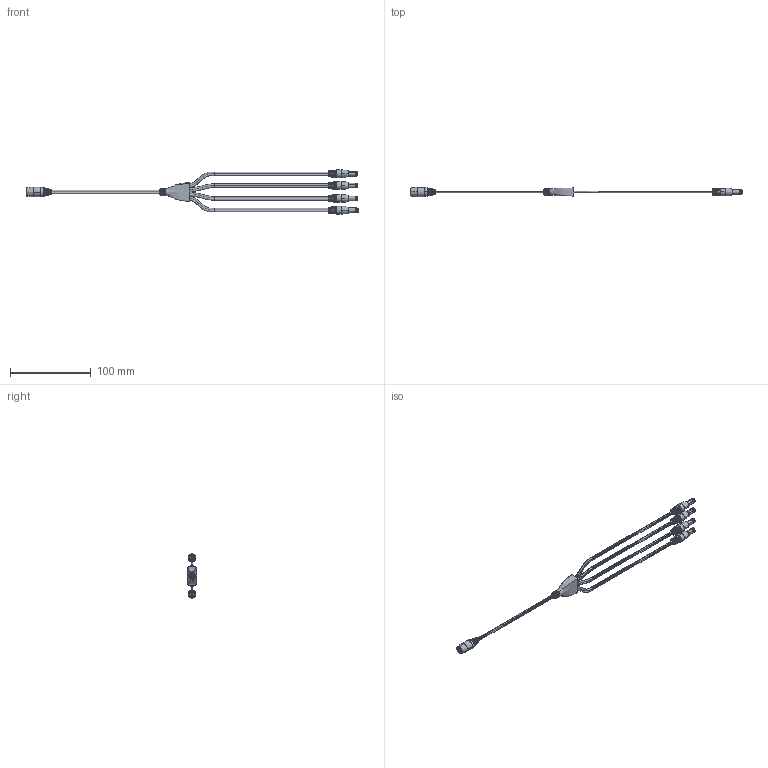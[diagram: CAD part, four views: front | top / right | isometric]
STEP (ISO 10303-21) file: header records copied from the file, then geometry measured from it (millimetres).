
FILE_DESCRIPTION (( 'STEP AP203' ), '1' );
FILE_NAME ('10-02739_revA.STEP', '2018-04-17T17:08:16', ( '' ), ( '' ), 'SwSTEP 2.0', 'SolidWorks 2015', '' );
FILE_SCHEMA (( 'CONFIG_CONTROL_DESIGN' ));
Length unit declared in the file: millimetre
Products named in the file (14): 24-00003; 24-00004; 50-00024 shell; 50-00025; 24-00219_30-00007; 50-00024; 50-00025 shell; 50-00024 insulator; 50-00024 contact; 50-00025 contact; 10-02739_revA; 50-00025 insulator; 50-00025 pin; 30-00007_blunt cut
Assembly tree (23 placements, depth 3):
  10-02739_revA
    30-00007_blunt cut  x5
    24-00004
    24-00219_30-00007
    24-00003  x4
    50-00025
      50-00025 insulator
      50-00025 pin
      50-00025 shell
      50-00025 contact
    50-00024  x4
      50-00024 contact
      50-00024 insulator
      50-00024 shell
Bounding box: 410.24 x 11.4 x 54.55 mm (x, y, z)
Volume: 20359.5 mm3; surface area: 89455.5 mm2
Topology: 481 solids, 481 shells, 4408 faces, 9941 edges, 6546 vertices
Faces by surface type: cylinder 2027, plane 1506, bspline 612, torus 140, cone 123
Entity records: 49529 total; most frequent: CARTESIAN_POINT 19221, ORIENTED_EDGE 6072, DIRECTION 5577, EDGE_CURVE 3036, AXIS2_PLACEMENT_3D 2340, VERTEX_POINT 1981, EDGE_LOOP 1501, CIRCLE 1292
